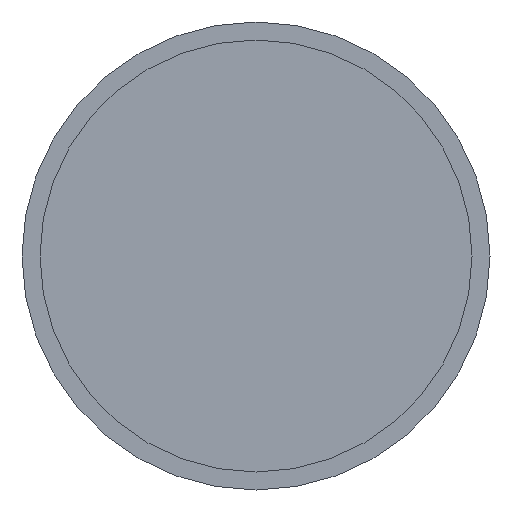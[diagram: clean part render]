
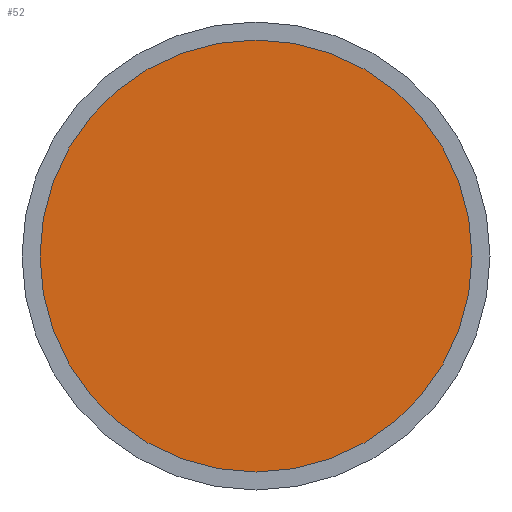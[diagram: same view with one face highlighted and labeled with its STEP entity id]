
A CAD part, front view. The second image highlights one B-rep face of the part: STEP entity #52.
In plain terms, the highlighted planar face has unit normal (0, -1, 0).
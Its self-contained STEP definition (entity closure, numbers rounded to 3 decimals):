
#52 = ADVANCED_FACE( '', ( #123 ), #124, .F. );
#123 = FACE_OUTER_BOUND( '', #254, .T. );
#124 = PLANE( '', #255 );
#254 = EDGE_LOOP( '', ( #344 ) );
#255 = AXIS2_PLACEMENT_3D( '', #345, #346, #347 );
#344 = ORIENTED_EDGE( '', *, *, #529, .T. );
#345 = CARTESIAN_POINT( '', ( 30., 3., 0. ) );
#346 = DIRECTION( '', ( 0., 1., 0. ) );
#347 = DIRECTION( '', ( 0., 0., 1. ) );
#529 = EDGE_CURVE( '', #599, #599, #600, .T. );
#599 = VERTEX_POINT( '', #697 );
#600 = CIRCLE( '', #698, 30. );
#697 = CARTESIAN_POINT( '', ( 0., 3., -30. ) );
#698 = AXIS2_PLACEMENT_3D( '', #819, #820, #821 );
#819 = CARTESIAN_POINT( '', ( 0., 3., 0. ) );
#820 = DIRECTION( '', ( 0., -1., 0. ) );
#821 = DIRECTION( '', ( 0., 0., -1. ) );
